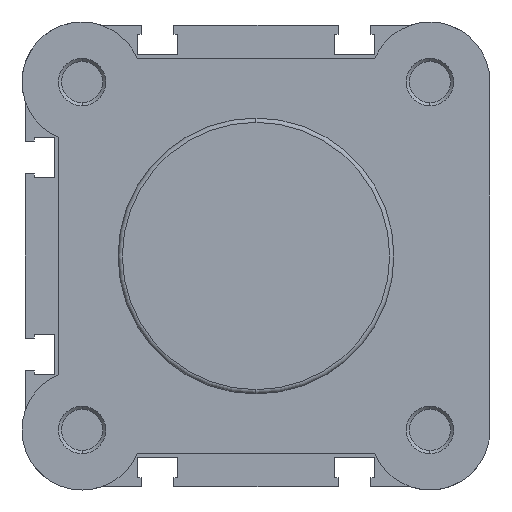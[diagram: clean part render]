
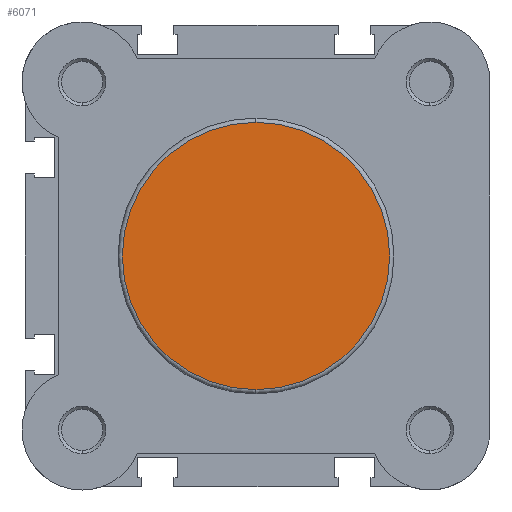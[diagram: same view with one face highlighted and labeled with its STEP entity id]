
A CAD part, left-side view. The second image highlights one B-rep face of the part: STEP entity #6071.
In plain terms, the highlighted planar face has unit normal (-1, 0, 0).
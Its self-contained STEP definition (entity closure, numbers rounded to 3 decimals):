
#167 = VERTEX_POINT ( 'NONE', #3023 ) ;
#1543 = CIRCLE ( 'NONE', #6278, 21.7 ) ;
#1586 = CIRCLE ( 'NONE', #6299, 21.7 ) ;
#2416 = CARTESIAN_POINT ( 'NONE',  ( 0., 0., -21.7 ) ) ;
#2723 = CARTESIAN_POINT ( 'NONE',  ( 0., 0., 0. ) ) ;
#2724 = DIRECTION ( 'NONE',  ( -1., 0., 0. ) ) ;
#2725 = DIRECTION ( 'NONE',  ( 0., 0., -1. ) ) ;
#2800 = CARTESIAN_POINT ( 'NONE',  ( 0., 0., 0. ) ) ;
#2807 = DIRECTION ( 'NONE',  ( -1., 0., 0. ) ) ;
#2808 = DIRECTION ( 'NONE',  ( 0., 0., -1. ) ) ;
#3023 = CARTESIAN_POINT ( 'NONE',  ( 0., 0., 21.7 ) ) ;
#3282 = VERTEX_POINT ( 'NONE', #2416 ) ;
#3356 = ORIENTED_EDGE ( 'NONE', *, *, #3943, .T. ) ;
#3389 = ORIENTED_EDGE ( 'NONE', *, *, #3911, .T. ) ;
#3649 = EDGE_LOOP ( 'NONE', ( #3356, #3389 ) ) ;
#3911 = EDGE_CURVE ( 'NONE', #167, #3282, #1543, .T. ) ;
#3943 = EDGE_CURVE ( 'NONE', #3282, #167, #1586, .T. ) ;
#4471 = FACE_OUTER_BOUND ( 'NONE', #3649, .T. ) ;
#5414 = CARTESIAN_POINT ( 'NONE',  ( 0., 22.4, 0. ) ) ;
#5426 = PLANE ( 'NONE',  #6496 ) ;
#5434 = DIRECTION ( 'NONE',  ( 1., 0., 0. ) ) ;
#5435 = DIRECTION ( 'NONE',  ( 0., 0., -1. ) ) ;
#6071 = ADVANCED_FACE ( 'NONE', ( #4471 ), #5426, .F. ) ;
#6278 = AXIS2_PLACEMENT_3D ( 'NONE', #2723, #2724, #2725 ) ;
#6299 = AXIS2_PLACEMENT_3D ( 'NONE', #2800, #2807, #2808 ) ;
#6496 = AXIS2_PLACEMENT_3D ( 'NONE', #5414, #5434, #5435 ) ;
